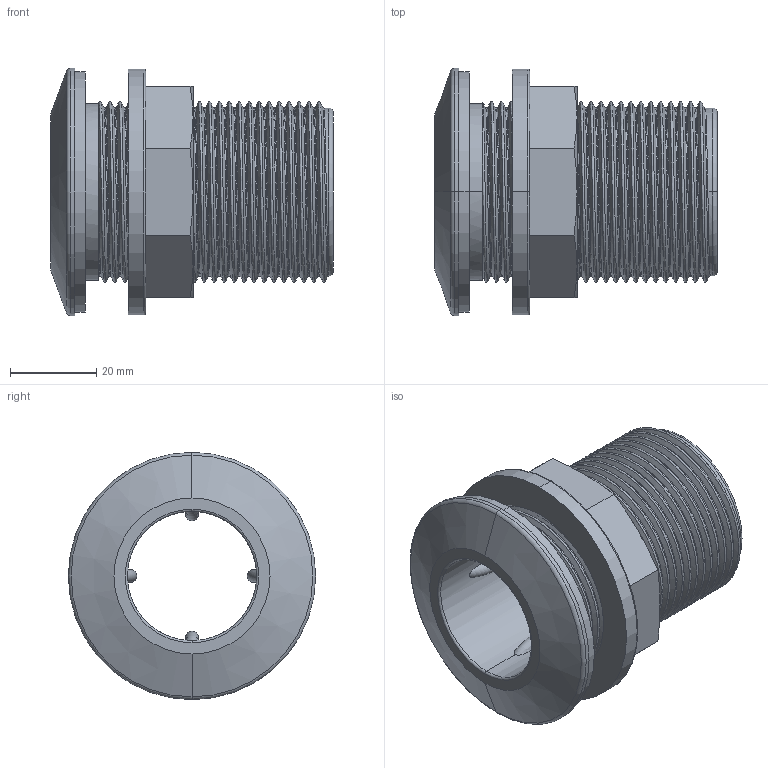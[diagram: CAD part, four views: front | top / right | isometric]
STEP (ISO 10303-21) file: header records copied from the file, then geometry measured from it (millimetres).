
FILE_DESCRIPTION (( 'STEP AP203' ), '1' );
FILE_NAME ('00312_0909.STEP', '2017-05-17T14:30:56', ( '' ), ( '' ), 'SwSTEP 2.0', 'SolidWorks 2011', '' );
FILE_SCHEMA (( 'CONFIG_CONTROL_DESIGN' ));
Length unit declared in the file: millimetre
Products named in the file (4): 00312_0909; 00190_0909; 00115_0909; 00315_0909
Assembly tree (3 placements, depth 2):
  00312_0909
    00115_0909
    00190_0909
    00315_0909
Bounding box: 65.5 x 57.4 x 57.4 mm (x, y, z)
Volume: 58377.7 mm3; surface area: 34245.1 mm2
Topology: 3 solids, 3 shells, 143 faces, 376 edges, 241 vertices
Faces by surface type: cylinder 78, plane 26, torus 17, cone 12, bspline 10
Entity records: 19170 total; most frequent: CARTESIAN_POINT 15656, ORIENTED_EDGE 752, DIRECTION 570, EDGE_CURVE 376, VERTEX_POINT 241, AXIS2_PLACEMENT_3D 227, EDGE_LOOP 151, ADVANCED_FACE 143
